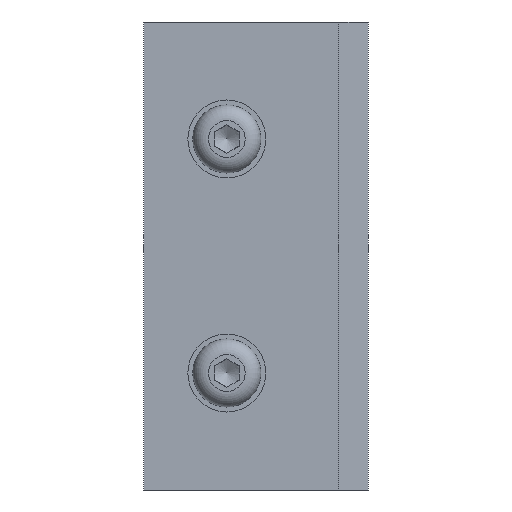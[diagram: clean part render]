
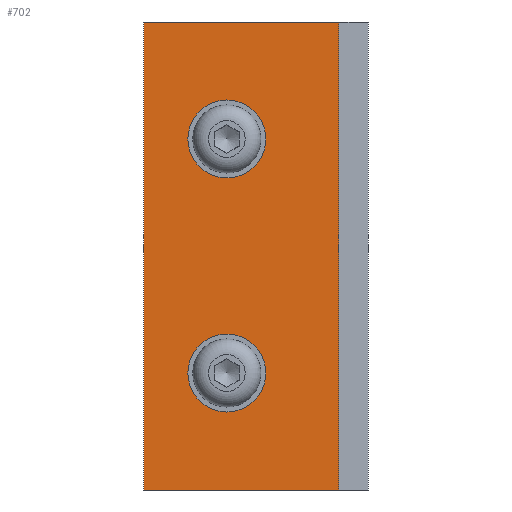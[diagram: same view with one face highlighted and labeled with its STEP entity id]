
A CAD part, left-side view. The second image highlights one B-rep face of the part: STEP entity #702.
In plain terms, the highlighted face is planar.
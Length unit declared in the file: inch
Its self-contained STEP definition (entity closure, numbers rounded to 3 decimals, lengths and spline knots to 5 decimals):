
#66=LINE('',#1202,#111);
#69=LINE('',#1208,#114);
#70=LINE('',#1210,#115);
#71=LINE('',#1211,#116);
#111=VECTOR('',#1003,0.3937);
#114=VECTOR('',#1008,0.3937);
#115=VECTOR('',#1009,0.3937);
#116=VECTOR('',#1010,0.3937);
#150=PLANE('',#849);
#199=FACE_BOUND('',#307,.T.);
#200=FACE_BOUND('',#308,.T.);
#236=FACE_OUTER_BOUND('',#306,.T.);
#306=EDGE_LOOP('',(#590,#591,#592,#593));
#307=EDGE_LOOP('',(#594));
#308=EDGE_LOOP('',(#595));
#354=CIRCLE('',#838,0.25);
#358=CIRCLE('',#845,0.25);
#395=VERTEX_POINT('',#1181);
#399=VERTEX_POINT('',#1192);
#401=VERTEX_POINT('',#1198);
#403=VERTEX_POINT('',#1201);
#405=VERTEX_POINT('',#1207);
#406=VERTEX_POINT('',#1209);
#464=EDGE_CURVE('',#395,#395,#354,.T.);
#468=EDGE_CURVE('',#399,#399,#358,.T.);
#471=EDGE_CURVE('',#403,#401,#66,.T.);
#474=EDGE_CURVE('',#401,#405,#69,.T.);
#475=EDGE_CURVE('',#405,#406,#70,.T.);
#476=EDGE_CURVE('',#406,#403,#71,.T.);
#590=ORIENTED_EDGE('',*,*,#471,.T.);
#591=ORIENTED_EDGE('',*,*,#474,.T.);
#592=ORIENTED_EDGE('',*,*,#475,.T.);
#593=ORIENTED_EDGE('',*,*,#476,.T.);
#594=ORIENTED_EDGE('',*,*,#464,.T.);
#595=ORIENTED_EDGE('',*,*,#468,.T.);
#702=ADVANCED_FACE('',(#236,#199,#200),#150,.F.);
#838=AXIS2_PLACEMENT_3D('',#1182,#980,#981);
#845=AXIS2_PLACEMENT_3D('',#1193,#994,#995);
#849=AXIS2_PLACEMENT_3D('',#1206,#1006,#1007);
#980=DIRECTION('center_axis',(0.,1.,0.));
#981=DIRECTION('ref_axis',(1.,0.,0.));
#994=DIRECTION('center_axis',(0.,1.,0.));
#995=DIRECTION('ref_axis',(1.,0.,0.));
#1003=DIRECTION('',(0.,0.,1.));
#1006=DIRECTION('center_axis',(0.,1.,0.));
#1007=DIRECTION('ref_axis',(0.,0.,1.));
#1008=DIRECTION('',(-1.,0.,0.));
#1009=DIRECTION('',(0.,0.,-1.));
#1010=DIRECTION('',(1.,0.,0.));
#1181=CARTESIAN_POINT('',(0.782,0.,2.25));
#1182=CARTESIAN_POINT('Origin',(0.532,0.,2.25));
#1192=CARTESIAN_POINT('',(0.782,0.,0.75));
#1193=CARTESIAN_POINT('Origin',(0.532,0.,0.75));
#1198=CARTESIAN_POINT('',(1.2505,0.,3.));
#1201=CARTESIAN_POINT('',(1.2505,0.,0.));
#1202=CARTESIAN_POINT('',(1.2505,0.,0.75));
#1206=CARTESIAN_POINT('Origin',(0.719,0.,1.5));
#1207=CARTESIAN_POINT('',(0.,0.,3.));
#1208=CARTESIAN_POINT('',(1.438,0.,3.));
#1209=CARTESIAN_POINT('',(0.,0.,0.));
#1210=CARTESIAN_POINT('',(0.,0.,3.));
#1211=CARTESIAN_POINT('',(0.,0.,0.));
